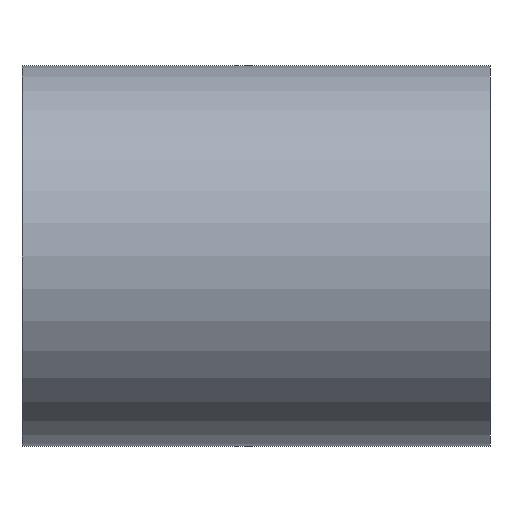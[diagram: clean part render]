
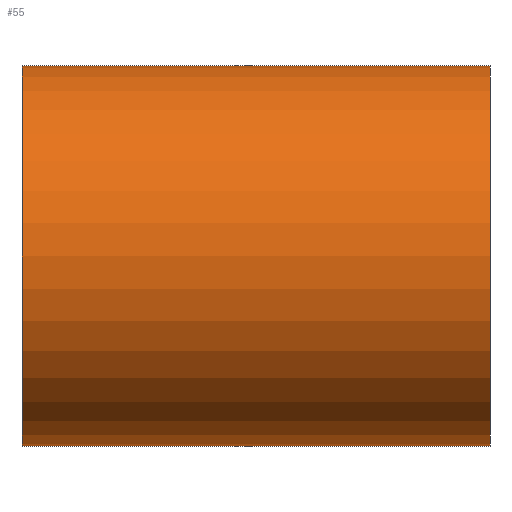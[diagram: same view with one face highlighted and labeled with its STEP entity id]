
A CAD part, front view. The second image highlights one B-rep face of the part: STEP entity #55.
In plain terms, the highlighted cylindrical face has radius 3.5 mm (diameter 7 mm), a partial arc.
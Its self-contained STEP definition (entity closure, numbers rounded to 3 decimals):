
#3 = CARTESIAN_POINT ( 'NONE',  ( -4.3, 0., -3.5 ) ) ;
#4 = DIRECTION ( 'NONE',  ( -1., 0., 0. ) ) ;
#8 = AXIS2_PLACEMENT_3D ( 'NONE', #77, #205, #139 ) ;
#21 = DIRECTION ( 'NONE',  ( 0., 0., 1. ) ) ;
#36 = AXIS2_PLACEMENT_3D ( 'NONE', #144, #47, #86 ) ;
#44 = CARTESIAN_POINT ( 'NONE',  ( -4.3, 0., 3.5 ) ) ;
#47 = DIRECTION ( 'NONE',  ( 1., 0., 0. ) ) ;
#55 = ADVANCED_FACE ( 'NONE', ( #121 ), #153, .T. ) ;
#59 = LINE ( 'NONE', #174, #97 ) ;
#63 = VERTEX_POINT ( 'NONE', #44 ) ;
#65 = VECTOR ( 'NONE', #4, 1000. ) ;
#67 = CARTESIAN_POINT ( 'NONE',  ( 4.3, 0., 3.5 ) ) ;
#68 = CARTESIAN_POINT ( 'NONE',  ( 4.3, 0., -3.5 ) ) ;
#72 = ORIENTED_EDGE ( 'NONE', *, *, #83, .T. ) ;
#76 = VERTEX_POINT ( 'NONE', #3 ) ;
#77 = CARTESIAN_POINT ( 'NONE',  ( -4.3, 0., 0. ) ) ;
#78 = EDGE_CURVE ( 'NONE', #177, #76, #176, .T. ) ;
#79 = DIRECTION ( 'NONE',  ( -1., 0., 0. ) ) ;
#80 = ORIENTED_EDGE ( 'NONE', *, *, #155, .F. ) ;
#83 = EDGE_CURVE ( 'NONE', #151, #63, #59, .T. ) ;
#86 = DIRECTION ( 'NONE',  ( 0., 0., -1. ) ) ;
#97 = VECTOR ( 'NONE', #79, 1000. ) ;
#99 = EDGE_CURVE ( 'NONE', #63, #76, #211, .T. ) ;
#121 = FACE_OUTER_BOUND ( 'NONE', #140, .T. ) ;
#130 = CIRCLE ( 'NONE', #36, 3.5 ) ;
#134 = ORIENTED_EDGE ( 'NONE', *, *, #78, .F. ) ;
#139 = DIRECTION ( 'NONE',  ( 0., 0., -1. ) ) ;
#140 = EDGE_LOOP ( 'NONE', ( #134, #80, #72, #187 ) ) ;
#141 = CARTESIAN_POINT ( 'NONE',  ( 4.3, 0., -3.5 ) ) ;
#144 = CARTESIAN_POINT ( 'NONE',  ( 4.3, 0., 0. ) ) ;
#147 = AXIS2_PLACEMENT_3D ( 'NONE', #172, #178, #21 ) ;
#151 = VERTEX_POINT ( 'NONE', #67 ) ;
#153 = CYLINDRICAL_SURFACE ( 'NONE', #147, 3.5 ) ;
#155 = EDGE_CURVE ( 'NONE', #151, #177, #130, .T. ) ;
#172 = CARTESIAN_POINT ( 'NONE',  ( 4.3, 0., 0. ) ) ;
#174 = CARTESIAN_POINT ( 'NONE',  ( 4.3, 0., 3.5 ) ) ;
#176 = LINE ( 'NONE', #141, #65 ) ;
#177 = VERTEX_POINT ( 'NONE', #68 ) ;
#178 = DIRECTION ( 'NONE',  ( -1., 0., 0. ) ) ;
#187 = ORIENTED_EDGE ( 'NONE', *, *, #99, .T. ) ;
#205 = DIRECTION ( 'NONE',  ( 1., 0., 0. ) ) ;
#211 = CIRCLE ( 'NONE', #8, 3.5 ) ;
